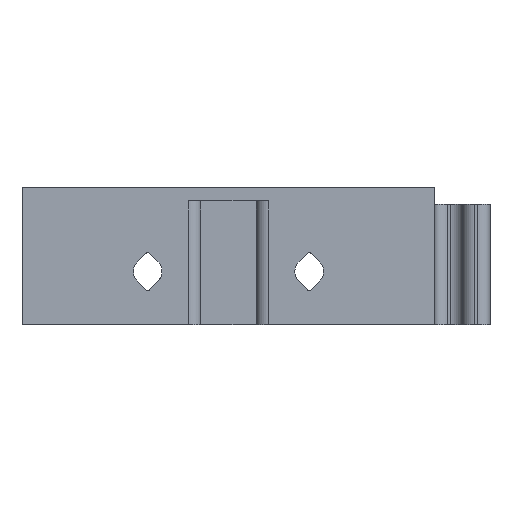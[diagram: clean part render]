
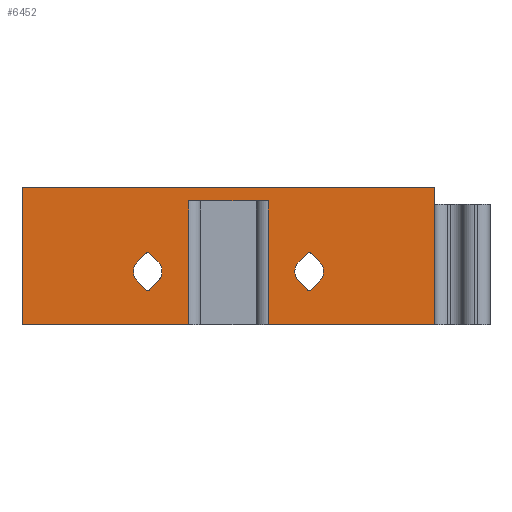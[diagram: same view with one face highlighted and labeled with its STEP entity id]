
A CAD part, front view. The second image highlights one B-rep face of the part: STEP entity #6452.
In plain terms, the highlighted planar face has unit normal (0, -1, 0).
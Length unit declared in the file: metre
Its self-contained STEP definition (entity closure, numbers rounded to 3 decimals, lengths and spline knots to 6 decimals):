
#170=CIRCLE('',#6946,0.0004);
#171=CIRCLE('',#6947,0.002075);
#172=CIRCLE('',#6948,0.0004);
#173=CIRCLE('',#6949,0.002075);
#174=CIRCLE('',#6950,0.0004);
#175=CIRCLE('',#6951,0.002075);
#176=CIRCLE('',#6952,0.0004);
#177=CIRCLE('',#6953,0.002075);
#1183=ORIENTED_EDGE('',*,*,#2969,.T.);
#1184=ORIENTED_EDGE('',*,*,#2664,.F.);
#1185=ORIENTED_EDGE('',*,*,#2970,.F.);
#1186=ORIENTED_EDGE('',*,*,#2971,.F.);
#1187=ORIENTED_EDGE('',*,*,#2972,.T.);
#1188=ORIENTED_EDGE('',*,*,#2716,.F.);
#1189=ORIENTED_EDGE('',*,*,#2973,.T.);
#1190=ORIENTED_EDGE('',*,*,#2484,.T.);
#1191=ORIENTED_EDGE('',*,*,#2974,.F.);
#1192=ORIENTED_EDGE('',*,*,#2975,.F.);
#1193=ORIENTED_EDGE('',*,*,#2976,.T.);
#1194=ORIENTED_EDGE('',*,*,#2977,.F.);
#1195=ORIENTED_EDGE('',*,*,#2978,.T.);
#1196=ORIENTED_EDGE('',*,*,#2979,.F.);
#1197=ORIENTED_EDGE('',*,*,#2980,.F.);
#1198=ORIENTED_EDGE('',*,*,#2981,.F.);
#1199=ORIENTED_EDGE('',*,*,#2982,.F.);
#1200=ORIENTED_EDGE('',*,*,#2983,.F.);
#1201=ORIENTED_EDGE('',*,*,#2984,.T.);
#1202=ORIENTED_EDGE('',*,*,#2985,.F.);
#1203=ORIENTED_EDGE('',*,*,#2986,.T.);
#1204=ORIENTED_EDGE('',*,*,#2987,.F.);
#1205=ORIENTED_EDGE('',*,*,#2988,.F.);
#1206=ORIENTED_EDGE('',*,*,#2989,.F.);
#2484=EDGE_CURVE('',#3432,#3435,#4086,.F.);
#2664=EDGE_CURVE('',#3591,#3592,#4228,.F.);
#2716=EDGE_CURVE('',#3643,#3644,#4256,.F.);
#2969=EDGE_CURVE('',#3435,#3592,#4405,.T.);
#2970=EDGE_CURVE('',#3837,#3591,#4406,.T.);
#2971=EDGE_CURVE('',#3838,#3837,#4407,.F.);
#2972=EDGE_CURVE('',#3838,#3644,#4408,.F.);
#2973=EDGE_CURVE('',#3643,#3432,#4409,.T.);
#2974=EDGE_CURVE('',#3839,#3840,#4410,.T.);
#2975=EDGE_CURVE('',#3841,#3839,#170,.T.);
#2976=EDGE_CURVE('',#3841,#3842,#4411,.T.);
#2977=EDGE_CURVE('',#3843,#3842,#171,.T.);
#2978=EDGE_CURVE('',#3843,#3844,#4412,.T.);
#2979=EDGE_CURVE('',#3845,#3844,#172,.T.);
#2980=EDGE_CURVE('',#3846,#3845,#4413,.T.);
#2981=EDGE_CURVE('',#3840,#3846,#173,.T.);
#2982=EDGE_CURVE('',#3847,#3848,#4414,.T.);
#2983=EDGE_CURVE('',#3849,#3847,#174,.T.);
#2984=EDGE_CURVE('',#3849,#3850,#4415,.T.);
#2985=EDGE_CURVE('',#3851,#3850,#175,.T.);
#2986=EDGE_CURVE('',#3851,#3852,#4416,.T.);
#2987=EDGE_CURVE('',#3853,#3852,#176,.T.);
#2988=EDGE_CURVE('',#3854,#3853,#4417,.T.);
#2989=EDGE_CURVE('',#3848,#3854,#177,.T.);
#3432=VERTEX_POINT('',#9300);
#3435=VERTEX_POINT('',#9305);
#3591=VERTEX_POINT('',#9703);
#3592=VERTEX_POINT('',#9704);
#3643=VERTEX_POINT('',#9806);
#3644=VERTEX_POINT('',#9808);
#3837=VERTEX_POINT('',#10369);
#3838=VERTEX_POINT('',#10371);
#3839=VERTEX_POINT('',#10375);
#3840=VERTEX_POINT('',#10376);
#3841=VERTEX_POINT('',#10378);
#3842=VERTEX_POINT('',#10380);
#3843=VERTEX_POINT('',#10382);
#3844=VERTEX_POINT('',#10384);
#3845=VERTEX_POINT('',#10386);
#3846=VERTEX_POINT('',#10388);
#3847=VERTEX_POINT('',#10391);
#3848=VERTEX_POINT('',#10392);
#3849=VERTEX_POINT('',#10394);
#3850=VERTEX_POINT('',#10396);
#3851=VERTEX_POINT('',#10398);
#3852=VERTEX_POINT('',#10400);
#3853=VERTEX_POINT('',#10402);
#3854=VERTEX_POINT('',#10404);
#4086=LINE('',#9306,#4784);
#4228=LINE('',#9702,#4926);
#4256=LINE('',#9807,#4954);
#4405=LINE('',#10367,#5103);
#4406=LINE('',#10368,#5104);
#4407=LINE('',#10370,#5105);
#4408=LINE('',#10372,#5106);
#4409=LINE('',#10373,#5107);
#4410=LINE('',#10374,#5108);
#4411=LINE('',#10379,#5109);
#4412=LINE('',#10383,#5110);
#4413=LINE('',#10387,#5111);
#4414=LINE('',#10390,#5112);
#4415=LINE('',#10395,#5113);
#4416=LINE('',#10399,#5114);
#4417=LINE('',#10403,#5115);
#4784=VECTOR('',#7365,1.);
#4926=VECTOR('',#7633,1.);
#4954=VECTOR('',#7709,1.);
#5103=VECTOR('',#8094,1.);
#5104=VECTOR('',#8095,1.);
#5105=VECTOR('',#8096,1.);
#5106=VECTOR('',#8097,1.);
#5107=VECTOR('',#8098,1.);
#5108=VECTOR('',#8099,1.);
#5109=VECTOR('',#8102,1.);
#5110=VECTOR('',#8105,1.);
#5111=VECTOR('',#8108,1.);
#5112=VECTOR('',#8111,1.);
#5113=VECTOR('',#8114,1.);
#5114=VECTOR('',#8117,1.);
#5115=VECTOR('',#8120,1.);
#5530=EDGE_LOOP('',(#1183,#1184,#1185,#1186,#1187,#1188,#1189,#1190));
#5531=EDGE_LOOP('',(#1191,#1192,#1193,#1194,#1195,#1196,#1197,#1198));
#5532=EDGE_LOOP('',(#1199,#1200,#1201,#1202,#1203,#1204,#1205,#1206));
#5890=FACE_BOUND('',#5530,.T.);
#5891=FACE_BOUND('',#5531,.T.);
#5892=FACE_BOUND('',#5532,.T.);
#6192=PLANE('',#6945);
#6452=ADVANCED_FACE('',(#5890,#5891,#5892),#6192,.T.);
#6945=AXIS2_PLACEMENT_3D('',#10366,#8092,#8093);
#6946=AXIS2_PLACEMENT_3D('',#10377,#8100,#8101);
#6947=AXIS2_PLACEMENT_3D('',#10381,#8103,#8104);
#6948=AXIS2_PLACEMENT_3D('',#10385,#8106,#8107);
#6949=AXIS2_PLACEMENT_3D('',#10389,#8109,#8110);
#6950=AXIS2_PLACEMENT_3D('',#10393,#8112,#8113);
#6951=AXIS2_PLACEMENT_3D('',#10397,#8115,#8116);
#6952=AXIS2_PLACEMENT_3D('',#10401,#8118,#8119);
#6953=AXIS2_PLACEMENT_3D('',#10405,#8121,#8122);
#7365=DIRECTION('',(1.,0.,0.));
#7633=DIRECTION('',(1.,0.,0.));
#7709=DIRECTION('',(1.,0.,0.));
#8092=DIRECTION('',(0.,-1.,0.));
#8093=DIRECTION('',(1.,0.,0.));
#8094=DIRECTION('',(0.,0.,-1.));
#8095=DIRECTION('',(0.,0.,-1.));
#8096=DIRECTION('',(1.,0.,0.));
#8097=DIRECTION('',(0.,0.,1.));
#8098=DIRECTION('',(0.,0.,1.));
#8099=DIRECTION('',(0.707,0.,0.707));
#8100=DIRECTION('',(0.,-1.,0.));
#8101=DIRECTION('',(1.,0.,0.));
#8102=DIRECTION('',(-0.707,0.,0.707));
#8103=DIRECTION('',(0.,-1.,0.));
#8104=DIRECTION('',(1.,0.,0.));
#8105=DIRECTION('',(0.707,0.,0.707));
#8106=DIRECTION('',(0.,-1.,0.));
#8107=DIRECTION('',(1.,0.,0.));
#8108=DIRECTION('',(-0.707,0.,0.707));
#8109=DIRECTION('',(0.,-1.,0.));
#8110=DIRECTION('',(1.,0.,0.));
#8111=DIRECTION('',(0.707,0.,0.707));
#8112=DIRECTION('',(0.,-1.,0.));
#8113=DIRECTION('',(1.,0.,0.));
#8114=DIRECTION('',(-0.707,0.,0.707));
#8115=DIRECTION('',(0.,-1.,0.));
#8116=DIRECTION('',(1.,0.,0.));
#8117=DIRECTION('',(0.707,0.,0.707));
#8118=DIRECTION('',(0.,-1.,0.));
#8119=DIRECTION('',(1.,0.,0.));
#8120=DIRECTION('',(-0.707,0.,0.707));
#8121=DIRECTION('',(0.,-1.,0.));
#8122=DIRECTION('',(1.,0.,0.));
#9300=CARTESIAN_POINT('',(0.57,0.630025,0.38));
#9305=CARTESIAN_POINT('',(0.51,0.630025,0.38));
#9306=CARTESIAN_POINT('',(0.497889,0.630025,0.38));
#9702=CARTESIAN_POINT('',(0.497889,0.630025,0.36));
#9703=CARTESIAN_POINT('',(0.534222,0.630025,0.36));
#9704=CARTESIAN_POINT('',(0.51,0.630025,0.36));
#9806=CARTESIAN_POINT('',(0.57,0.630025,0.36));
#9807=CARTESIAN_POINT('',(0.497889,0.630025,0.36));
#9808=CARTESIAN_POINT('',(0.545778,0.630025,0.36));
#10366=CARTESIAN_POINT('',(0.497889,0.630025,0.38));
#10367=CARTESIAN_POINT('',(0.51,0.630025,0.38));
#10368=CARTESIAN_POINT('',(0.534222,0.630025,0.38));
#10369=CARTESIAN_POINT('',(0.534222,0.630025,0.378));
#10370=CARTESIAN_POINT('',(0.497889,0.630025,0.378));
#10371=CARTESIAN_POINT('',(0.545778,0.630025,0.378));
#10372=CARTESIAN_POINT('',(0.545778,0.630025,0.38));
#10373=CARTESIAN_POINT('',(0.57,0.630025,0.38));
#10374=CARTESIAN_POINT('',(0.520678,0.630025,0.357211));
#10375=CARTESIAN_POINT('',(0.528549,0.630025,0.365082));
#10376=CARTESIAN_POINT('',(0.529734,0.630025,0.366266));
#10377=CARTESIAN_POINT('',(0.528267,0.630025,0.365365));
#10378=CARTESIAN_POINT('',(0.527984,0.630025,0.365082));
#10379=CARTESIAN_POINT('',(0.505477,0.630025,0.387588));
#10380=CARTESIAN_POINT('',(0.526799,0.630025,0.366266));
#10381=CARTESIAN_POINT('',(0.528267,0.630025,0.367733));
#10382=CARTESIAN_POINT('',(0.526799,0.630025,0.369201));
#10383=CARTESIAN_POINT('',(0.517744,0.630025,0.360145));
#10384=CARTESIAN_POINT('',(0.527984,0.630025,0.370385));
#10385=CARTESIAN_POINT('',(0.528267,0.630025,0.370102));
#10386=CARTESIAN_POINT('',(0.528549,0.630025,0.370385));
#10387=CARTESIAN_POINT('',(0.508412,0.630025,0.390523));
#10388=CARTESIAN_POINT('',(0.529734,0.630025,0.369201));
#10389=CARTESIAN_POINT('',(0.528267,0.630025,0.367733));
#10390=CARTESIAN_POINT('',(0.532412,0.630025,0.345477));
#10391=CARTESIAN_POINT('',(0.552016,0.630025,0.365082));
#10392=CARTESIAN_POINT('',(0.553201,0.630025,0.366266));
#10393=CARTESIAN_POINT('',(0.551733,0.630025,0.365365));
#10394=CARTESIAN_POINT('',(0.551451,0.630025,0.365082));
#10395=CARTESIAN_POINT('',(0.517211,0.630025,0.399322));
#10396=CARTESIAN_POINT('',(0.550266,0.630025,0.366266));
#10397=CARTESIAN_POINT('',(0.551733,0.630025,0.367733));
#10398=CARTESIAN_POINT('',(0.550266,0.630025,0.369201));
#10399=CARTESIAN_POINT('',(0.529477,0.630025,0.348412));
#10400=CARTESIAN_POINT('',(0.551451,0.630025,0.370385));
#10401=CARTESIAN_POINT('',(0.551733,0.630025,0.370102));
#10402=CARTESIAN_POINT('',(0.552016,0.630025,0.370385));
#10403=CARTESIAN_POINT('',(0.520145,0.630025,0.402256));
#10404=CARTESIAN_POINT('',(0.553201,0.630025,0.369201));
#10405=CARTESIAN_POINT('',(0.551733,0.630025,0.367733));
